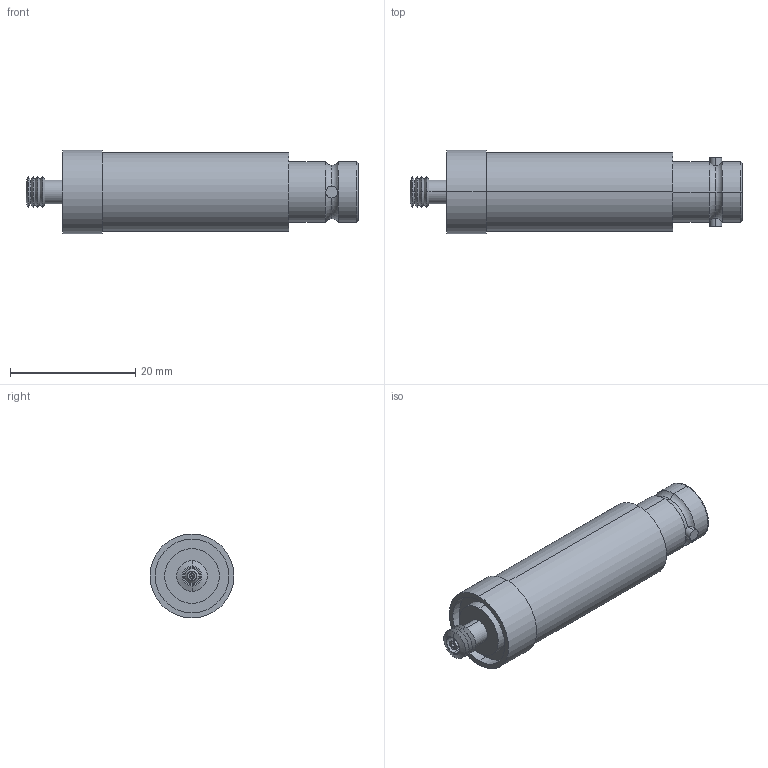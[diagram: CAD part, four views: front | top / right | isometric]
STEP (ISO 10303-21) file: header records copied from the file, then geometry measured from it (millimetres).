
FILE_DESCRIPTION (( 'STEP AP203' ), '1' );
FILE_NAME ('A0975-1-W.STEP', '2011-10-06T13:22:44', ( '' ), ( '' ), 'SwSTEP 2.0', 'SolidWorks 2011', '' );
FILE_SCHEMA (( 'CONFIG_CONTROL_DESIGN' ));
Length unit declared in the file: inch
Products named in the file (1): A0975-1-W
Bounding box: 53.09 x 13.41 x 13.41 mm (x, y, z)
Volume: 3329.3 mm3; surface area: 5354.2 mm2
Topology: 3 solids, 3 shells, 169 faces, 375 edges, 229 vertices
Faces by surface type: cylinder 74, plane 43, cone 36, torus 16
Entity records: 4899 total; most frequent: CARTESIAN_POINT 938, DIRECTION 900, ORIENTED_EDGE 750, EDGE_CURVE 375, AXIS2_PLACEMENT_3D 373, VERTEX_POINT 229, CIRCLE 203, EDGE_LOOP 190
